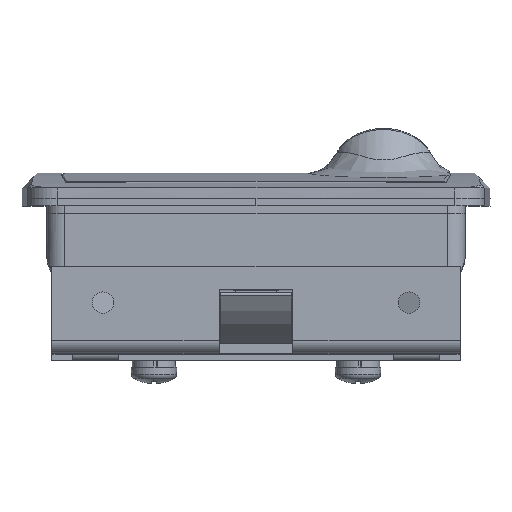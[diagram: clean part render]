
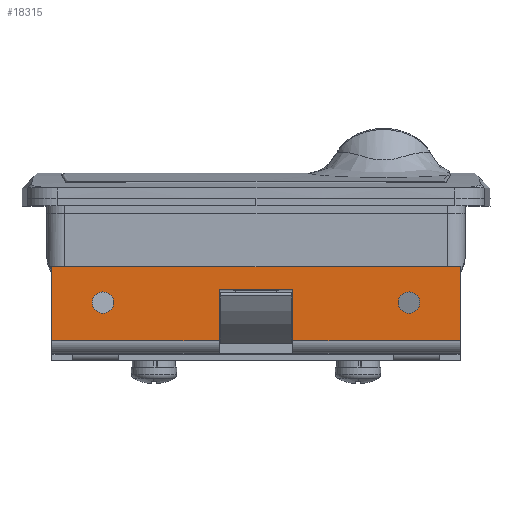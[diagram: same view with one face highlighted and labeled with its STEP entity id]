
A CAD part, top view. The second image highlights one B-rep face of the part: STEP entity #18315.
In plain terms, the highlighted face is planar.
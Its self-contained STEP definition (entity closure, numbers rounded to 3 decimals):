
#301 = VERTEX_POINT ( 'NONE', #19947 ) ;
#779 = VECTOR ( 'NONE', #20852, 1000. ) ;
#875 = CARTESIAN_POINT ( 'NONE',  ( 30., 10., -60. ) ) ;
#966 = DIRECTION ( 'NONE',  ( 0., 0., 1. ) ) ;
#1116 = EDGE_CURVE ( 'NONE', #13878, #24020, #4470, .T. ) ;
#1233 = EDGE_CURVE ( 'NONE', #16632, #24709, #5401, .T. ) ;
#1385 = CIRCLE ( 'NONE', #17525, 2.1 ) ;
#1528 = DIRECTION ( 'NONE',  ( 0., 0., 1. ) ) ;
#1796 = DIRECTION ( 'NONE',  ( 1., 0., 0. ) ) ;
#2431 = CARTESIAN_POINT ( 'NONE',  ( 7.25, 12.5, -60. ) ) ;
#2805 = FACE_OUTER_BOUND ( 'NONE', #23236, .T. ) ;
#3043 = DIRECTION ( 'NONE',  ( 1., 0., 0. ) ) ;
#3291 = CARTESIAN_POINT ( 'NONE',  ( -40., 17., -60. ) ) ;
#3418 = VERTEX_POINT ( 'NONE', #25021 ) ;
#4386 = EDGE_CURVE ( 'NONE', #25936, #23140, #1385, .T. ) ;
#4470 = CIRCLE ( 'NONE', #12324, 2.1 ) ;
#4725 = CARTESIAN_POINT ( 'NONE',  ( 40., 2.5, -60. ) ) ;
#4777 = DIRECTION ( 'NONE',  ( 0., -1., 0. ) ) ;
#4943 = EDGE_CURVE ( 'NONE', #15800, #17329, #7115, .T. ) ;
#5097 = VECTOR ( 'NONE', #9018, 1000. ) ;
#5401 = LINE ( 'NONE', #3291, #12754 ) ;
#5543 = DIRECTION ( 'NONE',  ( 0., -1., 0. ) ) ;
#5552 = LINE ( 'NONE', #2431, #779 ) ;
#5658 = ORIENTED_EDGE ( 'NONE', *, *, #26135, .T. ) ;
#5747 = LINE ( 'NONE', #4725, #5097 ) ;
#6002 = AXIS2_PLACEMENT_3D ( 'NONE', #15607, #1528, #7767 ) ;
#6076 = VERTEX_POINT ( 'NONE', #26243 ) ;
#6198 = CARTESIAN_POINT ( 'NONE',  ( 7.25, 2.5, -60. ) ) ;
#6585 = DIRECTION ( 'NONE',  ( 0., 0., 1. ) ) ;
#6669 = PLANE ( 'NONE',  #16132 ) ;
#6851 = CARTESIAN_POINT ( 'NONE',  ( -7.25, 17., -60. ) ) ;
#7041 = CARTESIAN_POINT ( 'NONE',  ( -40., 17., -60. ) ) ;
#7115 = LINE ( 'NONE', #14663, #14129 ) ;
#7221 = EDGE_CURVE ( 'NONE', #6076, #20648, #14979, .T. ) ;
#7299 = VECTOR ( 'NONE', #24392, 1000. ) ;
#7594 = FACE_BOUND ( 'NONE', #10785, .T. ) ;
#7767 = DIRECTION ( 'NONE',  ( 1., 0., 0. ) ) ;
#8159 = LINE ( 'NONE', #6851, #21547 ) ;
#8621 = EDGE_LOOP ( 'NONE', ( #24543, #23039 ) ) ;
#9018 = DIRECTION ( 'NONE',  ( -1., 0., 0. ) ) ;
#9174 = CARTESIAN_POINT ( 'NONE',  ( 40., 2.5, -60. ) ) ;
#9672 = EDGE_CURVE ( 'NONE', #24020, #13878, #10650, .T. ) ;
#10414 = DIRECTION ( 'NONE',  ( 1., 0., 0. ) ) ;
#10479 = AXIS2_PLACEMENT_3D ( 'NONE', #24773, #26281, #1796 ) ;
#10650 = CIRCLE ( 'NONE', #6002, 2.1 ) ;
#10785 = EDGE_LOOP ( 'NONE', ( #18442, #18403 ) ) ;
#11138 = CIRCLE ( 'NONE', #10479, 2.1 ) ;
#11809 = CARTESIAN_POINT ( 'NONE',  ( 7.25, 12.5, -60. ) ) ;
#11859 = CARTESIAN_POINT ( 'NONE',  ( -32.1, 10., -60. ) ) ;
#12324 = AXIS2_PLACEMENT_3D ( 'NONE', #875, #966, #3043 ) ;
#12666 = ORIENTED_EDGE ( 'NONE', *, *, #24462, .F. ) ;
#12754 = VECTOR ( 'NONE', #15579, 1000. ) ;
#12992 = VECTOR ( 'NONE', #13324, 1000. ) ;
#13208 = ORIENTED_EDGE ( 'NONE', *, *, #4943, .F. ) ;
#13289 = FACE_BOUND ( 'NONE', #8621, .T. ) ;
#13324 = DIRECTION ( 'NONE',  ( -1., 0., 0. ) ) ;
#13878 = VERTEX_POINT ( 'NONE', #15886 ) ;
#14129 = VECTOR ( 'NONE', #24905, 1000. ) ;
#14663 = CARTESIAN_POINT ( 'NONE',  ( 40., 17., -60. ) ) ;
#14953 = DIRECTION ( 'NONE',  ( 0., 0., 1. ) ) ;
#14979 = LINE ( 'NONE', #11809, #24518 ) ;
#15170 = CARTESIAN_POINT ( 'NONE',  ( 32.1, 10., -60. ) ) ;
#15579 = DIRECTION ( 'NONE',  ( 0., 1., 0. ) ) ;
#15607 = CARTESIAN_POINT ( 'NONE',  ( 30., 10., -60. ) ) ;
#15800 = VERTEX_POINT ( 'NONE', #18817 ) ;
#15886 = CARTESIAN_POINT ( 'NONE',  ( 27.9, 10., -60. ) ) ;
#16132 = AXIS2_PLACEMENT_3D ( 'NONE', #25089, #14953, #19074 ) ;
#16150 = CARTESIAN_POINT ( 'NONE',  ( -40., 2.5, -60. ) ) ;
#16482 = LINE ( 'NONE', #9174, #12992 ) ;
#16632 = VERTEX_POINT ( 'NONE', #16150 ) ;
#17298 = EDGE_CURVE ( 'NONE', #23140, #25936, #11138, .T. ) ;
#17329 = VERTEX_POINT ( 'NONE', #18190 ) ;
#17525 = AXIS2_PLACEMENT_3D ( 'NONE', #22892, #6585, #10414 ) ;
#18190 = CARTESIAN_POINT ( 'NONE',  ( 40., 17., -60. ) ) ;
#18315 = ADVANCED_FACE ( 'NONE', ( #7594, #13289, #2805 ), #6669, .F. ) ;
#18344 = EDGE_CURVE ( 'NONE', #3418, #16632, #16482, .T. ) ;
#18403 = ORIENTED_EDGE ( 'NONE', *, *, #1116, .T. ) ;
#18442 = ORIENTED_EDGE ( 'NONE', *, *, #9672, .T. ) ;
#18817 = CARTESIAN_POINT ( 'NONE',  ( 40., 2.5, -60. ) ) ;
#18839 = ORIENTED_EDGE ( 'NONE', *, *, #19451, .F. ) ;
#18975 = ORIENTED_EDGE ( 'NONE', *, *, #23483, .T. ) ;
#19074 = DIRECTION ( 'NONE',  ( 1., 0., 0. ) ) ;
#19451 = EDGE_CURVE ( 'NONE', #301, #6076, #5552, .T. ) ;
#19947 = CARTESIAN_POINT ( 'NONE',  ( -7.25, 12.5, -60. ) ) ;
#20648 = VERTEX_POINT ( 'NONE', #6198 ) ;
#20852 = DIRECTION ( 'NONE',  ( 1., 0., 0. ) ) ;
#21547 = VECTOR ( 'NONE', #4777, 1000. ) ;
#21769 = ORIENTED_EDGE ( 'NONE', *, *, #7221, .F. ) ;
#22437 = ORIENTED_EDGE ( 'NONE', *, *, #18344, .T. ) ;
#22892 = CARTESIAN_POINT ( 'NONE',  ( -30., 10., -60. ) ) ;
#23039 = ORIENTED_EDGE ( 'NONE', *, *, #4386, .T. ) ;
#23140 = VERTEX_POINT ( 'NONE', #25772 ) ;
#23236 = EDGE_LOOP ( 'NONE', ( #18975, #21769, #18839, #5658, #22437, #23477, #12666, #13208 ) ) ;
#23477 = ORIENTED_EDGE ( 'NONE', *, *, #1233, .T. ) ;
#23483 = EDGE_CURVE ( 'NONE', #15800, #20648, #5747, .T. ) ;
#24020 = VERTEX_POINT ( 'NONE', #15170 ) ;
#24392 = DIRECTION ( 'NONE',  ( -1., 0., 0. ) ) ;
#24462 = EDGE_CURVE ( 'NONE', #17329, #24709, #25456, .T. ) ;
#24518 = VECTOR ( 'NONE', #5543, 1000. ) ;
#24543 = ORIENTED_EDGE ( 'NONE', *, *, #17298, .T. ) ;
#24709 = VERTEX_POINT ( 'NONE', #7041 ) ;
#24773 = CARTESIAN_POINT ( 'NONE',  ( -30., 10., -60. ) ) ;
#24905 = DIRECTION ( 'NONE',  ( 0., 1., 0. ) ) ;
#25021 = CARTESIAN_POINT ( 'NONE',  ( -7.25, 2.5, -60. ) ) ;
#25089 = CARTESIAN_POINT ( 'NONE',  ( 40., 17., -60. ) ) ;
#25456 = LINE ( 'NONE', #26360, #7299 ) ;
#25772 = CARTESIAN_POINT ( 'NONE',  ( -27.9, 10., -60. ) ) ;
#25936 = VERTEX_POINT ( 'NONE', #11859 ) ;
#26135 = EDGE_CURVE ( 'NONE', #301, #3418, #8159, .T. ) ;
#26243 = CARTESIAN_POINT ( 'NONE',  ( 7.25, 12.5, -60. ) ) ;
#26281 = DIRECTION ( 'NONE',  ( 0., 0., 1. ) ) ;
#26360 = CARTESIAN_POINT ( 'NONE',  ( 40., 17., -60. ) ) ;
